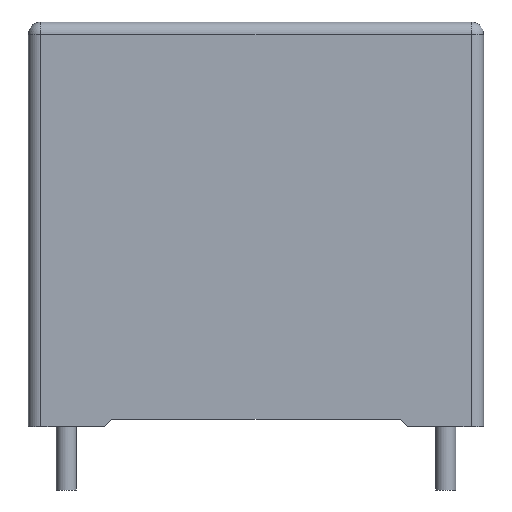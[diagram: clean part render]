
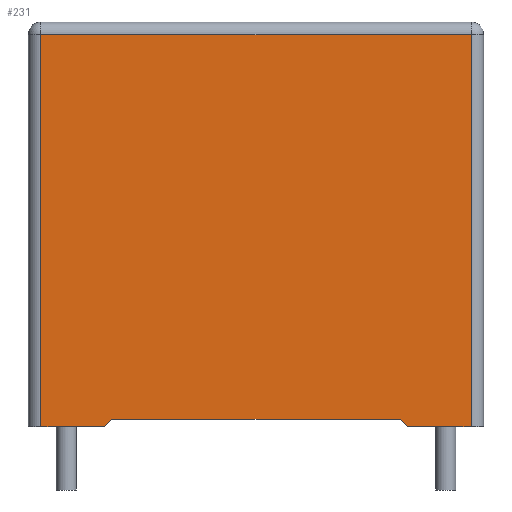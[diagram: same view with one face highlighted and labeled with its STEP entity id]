
A CAD part, front view. The second image highlights one B-rep face of the part: STEP entity #231.
In plain terms, the highlighted planar face has unit normal (0, -1, 0).
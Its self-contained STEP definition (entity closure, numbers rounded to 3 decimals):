
#231=ADVANCED_FACE('',(#620),#622,.T.);
#620=FACE_BOUND('',#621,.T.);
#621=EDGE_LOOP('',(#1594,#1595,#1596,#1597,#1598,#1599,#1600,#1601));
#622=PLANE('',#623);
#623=AXIS2_PLACEMENT_3D('',#624,#625,#626);
#624=CARTESIAN_POINT('',(-9.,-5.,0.));
#625=DIRECTION('',(0.,-1.,0.));
#626=DIRECTION('',(1.,0.,0.));
#1594=ORIENTED_EDGE('',*,*,#1698,.T.);
#1595=ORIENTED_EDGE('',*,*,#1705,.T.);
#1596=ORIENTED_EDGE('',*,*,#1711,.T.);
#1597=ORIENTED_EDGE('',*,*,#1720,.T.);
#1598=ORIENTED_EDGE('',*,*,#1751,.T.);
#1599=ORIENTED_EDGE('',*,*,#1752,.F.);
#1600=ORIENTED_EDGE('',*,*,#1753,.F.);
#1601=ORIENTED_EDGE('',*,*,#1727,.T.);
#1698=EDGE_CURVE('',#1802,#1800,#1803,.F.);
#1705=EDGE_CURVE('',#1800,#1812,#1814,.F.);
#1711=EDGE_CURVE('',#1812,#1822,#1824,.F.);
#1720=EDGE_CURVE('',#1822,#1839,#1841,.T.);
#1727=EDGE_CURVE('',#1852,#1802,#1853,.T.);
#1751=EDGE_CURVE('',#1839,#1890,#1891,.T.);
#1752=EDGE_CURVE('',#1892,#1890,#1893,.T.);
#1753=EDGE_CURVE('',#1852,#1892,#1894,.T.);
#1800=VERTEX_POINT('',#1965);
#1802=VERTEX_POINT('',#1969);
#1803=LINE('',#1970,#1971);
#1812=VERTEX_POINT('',#1991);
#1814=LINE('',#1995,#1996);
#1822=VERTEX_POINT('',#2013);
#1824=LINE('',#2017,#2018);
#1839=VERTEX_POINT('',#2051);
#1841=LINE('',#2056,#2057);
#1852=VERTEX_POINT('',#2083);
#1853=LINE('',#2084,#2085);
#1890=VERTEX_POINT('',#2175);
#1891=LINE('',#2176,#2177);
#1892=VERTEX_POINT('',#2179);
#1893=LINE('',#2180,#2181);
#1894=LINE('',#2183,#2184);
#1965=CARTESIAN_POINT('',(-5.7,-5.,0.3));
#1969=CARTESIAN_POINT('',(-6.,-5.,0.));
#1970=CARTESIAN_POINT('',(-5.7,-5.,0.3));
#1971=VECTOR('',#1972,1.);
#1972=DIRECTION('',(-0.707,0.,-0.707));
#1991=CARTESIAN_POINT('',(5.7,-5.,0.3));
#1995=CARTESIAN_POINT('',(5.7,-5.,0.3));
#1996=VECTOR('',#1997,1.);
#1997=DIRECTION('',(-1.,0.,0.));
#2013=CARTESIAN_POINT('',(6.,-5.,0.));
#2017=CARTESIAN_POINT('',(6.,-5.,0.));
#2018=VECTOR('',#2019,1.);
#2019=DIRECTION('',(-0.707,0.,0.707));
#2051=CARTESIAN_POINT('',(8.5,-5.,0.));
#2056=CARTESIAN_POINT('',(6.,-5.,0.));
#2057=VECTOR('',#2058,1.);
#2058=DIRECTION('',(1.,0.,0.));
#2083=CARTESIAN_POINT('',(-8.5,-5.,0.));
#2084=CARTESIAN_POINT('',(-8.5,-5.,0.));
#2085=VECTOR('',#2086,1.);
#2086=DIRECTION('',(1.,0.,0.));
#2175=CARTESIAN_POINT('',(8.5,-5.,15.5));
#2176=CARTESIAN_POINT('',(8.5,-5.,0.));
#2177=VECTOR('',#2178,1.);
#2178=DIRECTION('',(0.,0.,1.));
#2179=CARTESIAN_POINT('',(-8.5,-5.,15.5));
#2180=CARTESIAN_POINT('',(-8.5,-5.,15.5));
#2181=VECTOR('',#2182,1.);
#2182=DIRECTION('',(1.,0.,0.));
#2183=CARTESIAN_POINT('',(-8.5,-5.,0.));
#2184=VECTOR('',#2185,1.);
#2185=DIRECTION('',(0.,0.,1.));
